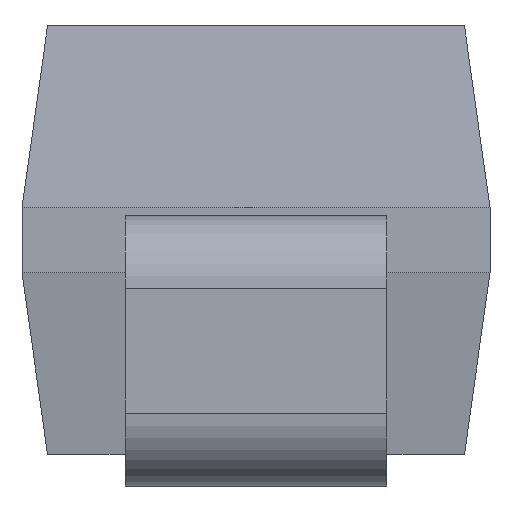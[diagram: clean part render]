
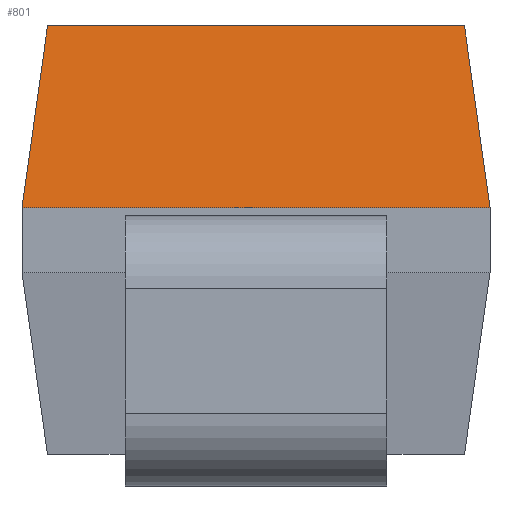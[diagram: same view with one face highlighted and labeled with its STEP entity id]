
A CAD part, left-side view. The second image highlights one B-rep face of the part: STEP entity #801.
In plain terms, the highlighted planar face has unit normal (-0.99, 0, 0.139).
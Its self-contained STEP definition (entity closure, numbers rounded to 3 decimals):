
#46=FACE_OUTER_BOUND('',#88,.T.);
#88=EDGE_LOOP('',(#538,#539,#540,#541));
#128=LINE('',#1136,#224);
#155=LINE('',#1192,#251);
#158=LINE('',#1197,#254);
#159=LINE('',#1198,#255);
#224=VECTOR('',#923,1.);
#251=VECTOR('',#958,1.);
#254=VECTOR('',#963,1.);
#255=VECTOR('',#964,1.);
#317=VERTEX_POINT('',#1128);
#319=VERTEX_POINT('',#1134);
#342=VERTEX_POINT('',#1188);
#344=VERTEX_POINT('',#1191);
#392=EDGE_CURVE('',#319,#317,#128,.T.);
#419=EDGE_CURVE('',#344,#342,#155,.T.);
#422=EDGE_CURVE('',#342,#317,#158,.T.);
#423=EDGE_CURVE('',#319,#344,#159,.T.);
#538=ORIENTED_EDGE('',*,*,#419,.T.);
#539=ORIENTED_EDGE('',*,*,#422,.T.);
#540=ORIENTED_EDGE('',*,*,#392,.F.);
#541=ORIENTED_EDGE('',*,*,#423,.T.);
#728=PLANE('',#861);
#801=ADVANCED_FACE('',(#46),#728,.F.);
#861=AXIS2_PLACEMENT_3D('',#1196,#961,#962);
#923=DIRECTION('',(0.,1.,0.));
#958=DIRECTION('',(0.,1.,0.));
#961=DIRECTION('center_axis',(0.99,0.,-0.139));
#962=DIRECTION('ref_axis',(-0.139,0.,-0.99));
#963=DIRECTION('',(-0.138,0.138,-0.981));
#964=DIRECTION('',(0.138,0.138,0.981));
#1128=CARTESIAN_POINT('',(-2.3,1.475,1.755));
#1134=CARTESIAN_POINT('',(-2.3,-1.475,1.755));
#1136=CARTESIAN_POINT('',(-2.3,-1.475,1.755));
#1188=CARTESIAN_POINT('',(-2.139,1.314,2.9));
#1191=CARTESIAN_POINT('',(-2.139,-1.314,2.9));
#1192=CARTESIAN_POINT('',(-2.139,-1.475,2.9));
#1196=CARTESIAN_POINT('Origin',(-2.3,-1.475,1.755));
#1197=CARTESIAN_POINT('',(-2.244,1.419,2.154));
#1198=CARTESIAN_POINT('',(-2.3,-1.475,1.755));
